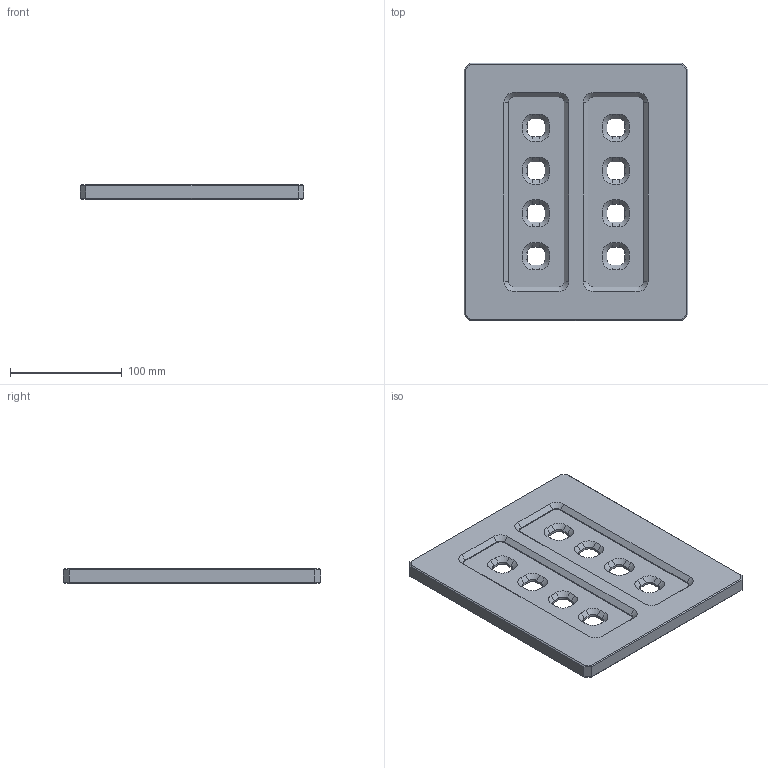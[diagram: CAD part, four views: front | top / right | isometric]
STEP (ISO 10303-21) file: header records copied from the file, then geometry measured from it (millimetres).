
FILE_DESCRIPTION(/* description */ ('Máscara Socket - TQFP64 (7x7)-AG43','CAx-IF Rec.Pracs.---Representation and Presentation of Product Manufacturing Information (PMI)---4.0---2014-10-13'),/* implementation_level */ '2;1');
FILE_NAME(/* name */ 'MSK-AG43-001...stp',/* time_stamp */ '2025-08-23T11:00:16-04:00',/* author */ ('wandr'),/* organization */ ('LIVOLTEK'),/* preprocessor_version */ 'ST-DEVELOPER v20.1',/* originating_system */ 'Autodesk Inventor 2026',/* authorisation */ '');
FILE_SCHEMA (('AP242_MANAGED_MODEL_BASED_3D_ENGINEERING_MIM_LF { 1 0 10303 442 2 1 4 }'));
Length unit declared in the file: millimetre
Products named in the file (1): MSK-AG43-001
Bounding box: 200 x 230 x 13 mm (x, y, z)
Volume: 453684.6 mm3; surface area: 103025.5 mm2
Topology: 1 solids, 1 shells, 222 faces, 536 edges, 320 vertices
Faces by surface type: plane 126, cone 48, cylinder 48
Entity records: 6853 total; most frequent: CARTESIAN_POINT 1240, DIRECTION 1174, ORIENTED_EDGE 1072, EDGE_CURVE 536, LINE 392, VECTOR 392, AXIS2_PLACEMENT_3D 391, VERTEX_POINT 320
